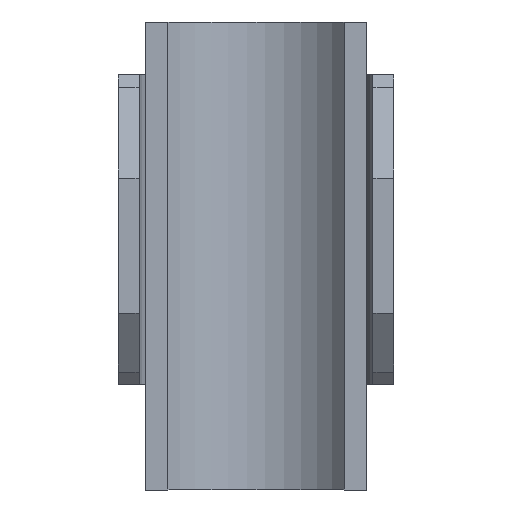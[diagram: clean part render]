
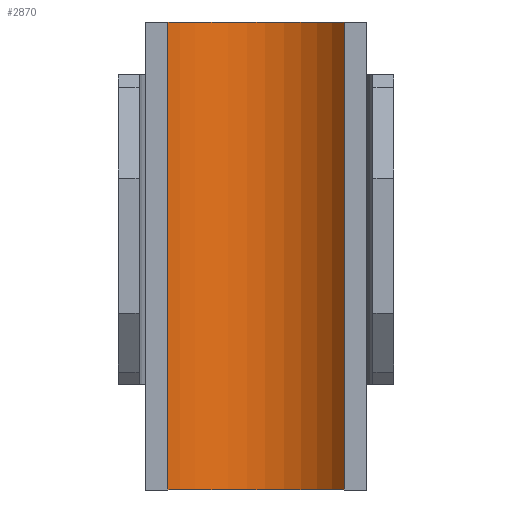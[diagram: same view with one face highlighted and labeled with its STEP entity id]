
A CAD part, front view. The second image highlights one B-rep face of the part: STEP entity #2870.
In plain terms, the highlighted cylindrical face has radius 8 mm (diameter 16 mm), a partial arc.
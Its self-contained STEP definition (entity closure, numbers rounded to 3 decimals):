
#162 = CARTESIAN_POINT ( 'NONE',  ( 6.4, -3.2, 17. ) ) ;
#440 = CIRCLE ( 'NONE', #8035, 8. ) ;
#562 = CARTESIAN_POINT ( 'NONE',  ( 6.4, -3.2, 17. ) ) ;
#598 = LINE ( 'NONE', #2818, #5253 ) ;
#1275 = CIRCLE ( 'NONE', #6833, 8. ) ;
#1743 = CARTESIAN_POINT ( 'NONE',  ( 6.4, -3.2, -17. ) ) ;
#1785 = VERTEX_POINT ( 'NONE', #9554 ) ;
#1911 = DIRECTION ( 'NONE',  ( 1., 0., 0. ) ) ;
#2090 = CARTESIAN_POINT ( 'NONE',  ( 0., -8., 17. ) ) ;
#2199 = VECTOR ( 'NONE', #3569, 1000. ) ;
#2661 = DIRECTION ( 'NONE',  ( 0., 0., -1. ) ) ;
#2782 = LINE ( 'NONE', #562, #2199 ) ;
#2818 = CARTESIAN_POINT ( 'NONE',  ( -6.4, -3.2, 17. ) ) ;
#2866 = DIRECTION ( 'NONE',  ( 0., 0., -1. ) ) ;
#2870 = ADVANCED_FACE ( 'NONE', ( #6589 ), #8816, .F. ) ;
#3105 = ORIENTED_EDGE ( 'NONE', *, *, #6927, .F. ) ;
#3364 = VERTEX_POINT ( 'NONE', #1743 ) ;
#3569 = DIRECTION ( 'NONE',  ( 0., 0., -1. ) ) ;
#3644 = EDGE_CURVE ( 'NONE', #7419, #3364, #1275, .T. ) ;
#3933 = CARTESIAN_POINT ( 'NONE',  ( -6.4, -3.2, -17. ) ) ;
#4023 = ORIENTED_EDGE ( 'NONE', *, *, #5620, .T. ) ;
#4233 = ORIENTED_EDGE ( 'NONE', *, *, #4858, .F. ) ;
#4357 = DIRECTION ( 'NONE',  ( 1., 0., 0. ) ) ;
#4517 = EDGE_LOOP ( 'NONE', ( #4838, #4233, #3105, #4023 ) ) ;
#4838 = ORIENTED_EDGE ( 'NONE', *, *, #3644, .T. ) ;
#4858 = EDGE_CURVE ( 'NONE', #8131, #3364, #2782, .T. ) ;
#5107 = DIRECTION ( 'NONE',  ( 0., 0., -1. ) ) ;
#5253 = VECTOR ( 'NONE', #2866, 1000. ) ;
#5620 = EDGE_CURVE ( 'NONE', #1785, #7419, #598, .T. ) ;
#5697 = CARTESIAN_POINT ( 'NONE',  ( 0., -8., 17. ) ) ;
#6589 = FACE_OUTER_BOUND ( 'NONE', #4517, .T. ) ;
#6833 = AXIS2_PLACEMENT_3D ( 'NONE', #9560, #7222, #1911 ) ;
#6927 = EDGE_CURVE ( 'NONE', #1785, #8131, #440, .T. ) ;
#7222 = DIRECTION ( 'NONE',  ( 0., 0., -1. ) ) ;
#7419 = VERTEX_POINT ( 'NONE', #3933 ) ;
#8035 = AXIS2_PLACEMENT_3D ( 'NONE', #2090, #5107, #4357 ) ;
#8131 = VERTEX_POINT ( 'NONE', #162 ) ;
#8816 = CYLINDRICAL_SURFACE ( 'NONE', #9473, 8. ) ;
#9473 = AXIS2_PLACEMENT_3D ( 'NONE', #5697, #2661, #9520 ) ;
#9520 = DIRECTION ( 'NONE',  ( -1., 0., 0. ) ) ;
#9554 = CARTESIAN_POINT ( 'NONE',  ( -6.4, -3.2, 17. ) ) ;
#9560 = CARTESIAN_POINT ( 'NONE',  ( 0., -8., -17. ) ) ;
